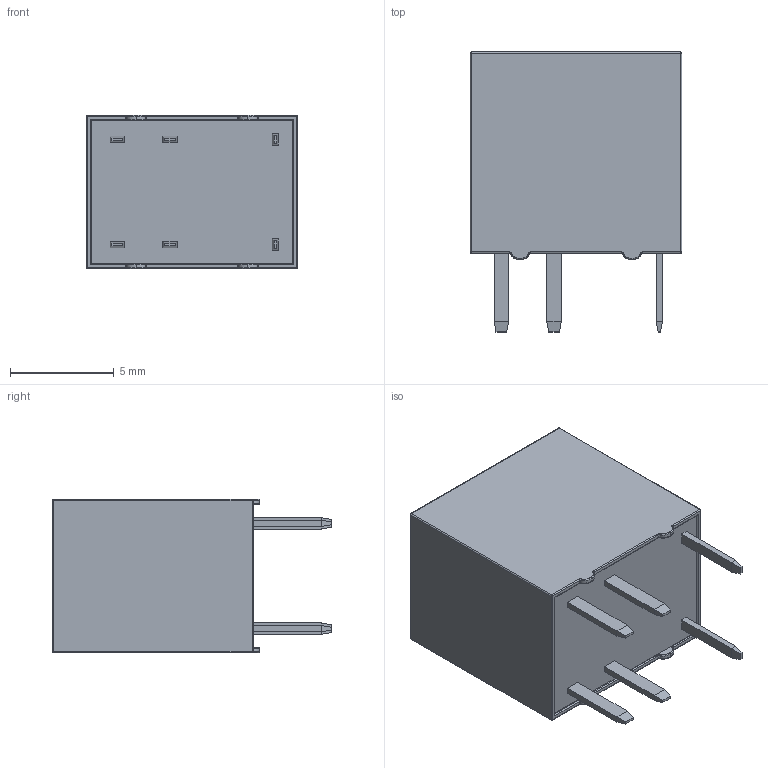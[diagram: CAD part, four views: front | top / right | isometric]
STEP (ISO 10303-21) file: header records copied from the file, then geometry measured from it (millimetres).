
FILE_DESCRIPTION (( 'STEP AP214' ), '1' );
FILE_NAME ('CUI_DEVICES_SR1-5V-450-1C.step', '2023-08-28T19:55:28', ( '' ), ( '' ), 'SwSTEP 2.0', 'SolidWorks 2023', '' );
FILE_SCHEMA (( 'AUTOMOTIVE_DESIGN' ));
Length unit declared in the file: millimetre
Products named in the file (1): CUI_DEVICES_SR1-5V-450-1C
Bounding box: 10.2 x 13.5 x 7.4 mm (x, y, z)
Volume: 729.7 mm3; surface area: 539.7 mm2
Topology: 7 solids, 7 shells, 171 faces, 377 edges, 210 vertices
Faces by surface type: plane 75, cylinder 40, bspline 24, torus 22, sphere 10
Entity records: 5268 total; most frequent: CARTESIAN_POINT 1617, DIRECTION 749, ORIENTED_EDGE 734, EDGE_CURVE 367, AXIS2_PLACEMENT_3D 270, VERTEX_POINT 210, LINE 209, VECTOR 209
